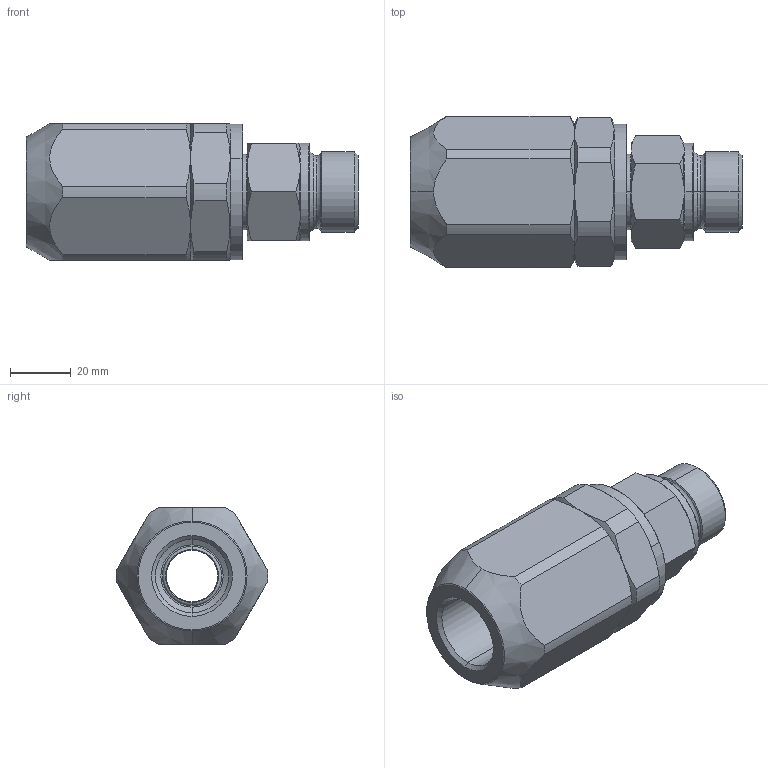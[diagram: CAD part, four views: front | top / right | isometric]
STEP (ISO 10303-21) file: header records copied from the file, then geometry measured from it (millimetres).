
FILE_DESCRIPTION (( 'STEP AP214' ), '1' );
FILE_NAME ('7KRAW26IW26.STEP', '2015-09-04T13:05:46', ( 'admin' ), ( 'Microsoft' ), 'SwSTEP 2.0', 'SolidWorks 2009', '' );
FILE_SCHEMA (( 'AUTOMOTIVE_DESIGN' ));
Length unit declared in the file: millimetre
Products named in the file (1): 7KRAW26IW26
Bounding box: 109.4 x 49.99 x 45 mm (x, y, z)
Volume: 116016.6 mm3; surface area: 24474.2 mm2
Topology: 1 solids, 1 shells, 136 faces, 302 edges, 178 vertices
Faces by surface type: cone 56, cylinder 34, plane 30, torus 16
Entity records: 4137 total; most frequent: CARTESIAN_POINT 1151, DIRECTION 642, ORIENTED_EDGE 604, EDGE_CURVE 302, AXIS2_PLACEMENT_3D 279, VERTEX_POINT 178, EDGE_LOOP 148, CIRCLE 142
